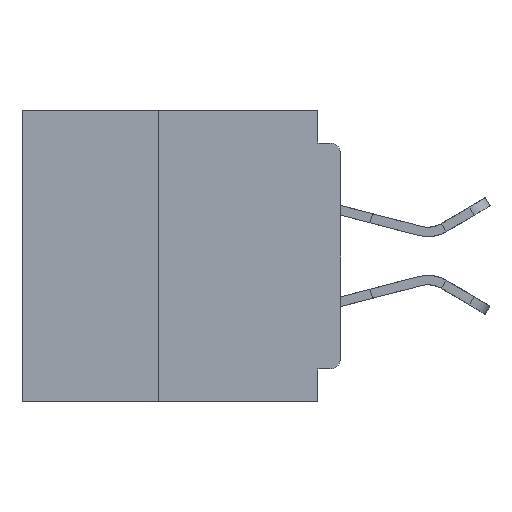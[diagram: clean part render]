
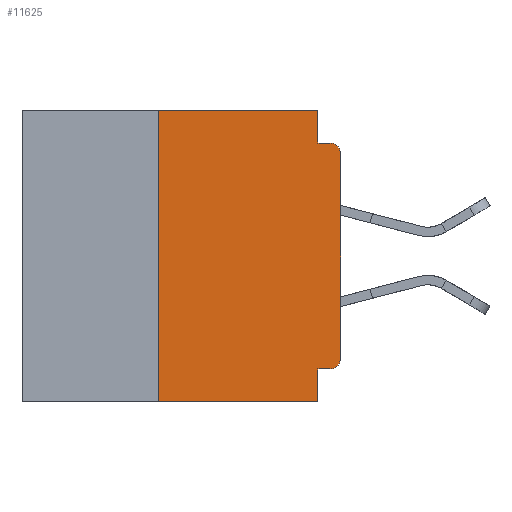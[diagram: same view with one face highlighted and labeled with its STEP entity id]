
A CAD part, left-side view. The second image highlights one B-rep face of the part: STEP entity #11625.
In plain terms, the highlighted planar face has unit normal (-1, 0, 0).
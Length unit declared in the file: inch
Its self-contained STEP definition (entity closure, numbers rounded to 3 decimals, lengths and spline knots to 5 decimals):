
#12 = CARTESIAN_POINT ( 'NONE',  ( 0., 0., -0.045 ) ) ;
#310 = VECTOR ( 'NONE', #8334, 39.37008 ) ;
#616 = DIRECTION ( 'NONE',  ( 0., -1., 0. ) ) ;
#745 = CARTESIAN_POINT ( 'NONE',  ( 0., 0.437, -0.4 ) ) ;
#937 = CARTESIAN_POINT ( 'NONE',  ( 0., 0.031, -0.045 ) ) ;
#1238 = VECTOR ( 'NONE', #46961, 39.37008 ) ;
#1459 = LINE ( 'NONE', #745, #39023 ) ;
#3613 = VERTEX_POINT ( 'NONE', #44026 ) ;
#3879 = CARTESIAN_POINT ( 'NONE',  ( 0., 0.031, -0.355 ) ) ;
#4592 = EDGE_CURVE ( 'NONE', #31502, #47355, #34382, .T. ) ;
#4913 = EDGE_CURVE ( 'NONE', #31184, #18855, #9150, .T. ) ;
#4952 = VERTEX_POINT ( 'NONE', #23640 ) ;
#5456 = VERTEX_POINT ( 'NONE', #16046 ) ;
#5478 = CARTESIAN_POINT ( 'NONE',  ( 0., 0.015, -0.34 ) ) ;
#5825 = CARTESIAN_POINT ( 'NONE',  ( 0., 0.437, 0. ) ) ;
#6412 = LINE ( 'NONE', #21056, #15297 ) ;
#6669 = CARTESIAN_POINT ( 'NONE',  ( 0., 0.031, -0.4 ) ) ;
#8334 = DIRECTION ( 'NONE',  ( 0., 1., 0. ) ) ;
#9150 = LINE ( 'NONE', #34545, #310 ) ;
#9303 = DIRECTION ( 'NONE',  ( 0., 0., -1. ) ) ;
#9991 = ORIENTED_EDGE ( 'NONE', *, *, #4592, .F. ) ;
#11625 = ADVANCED_FACE ( 'NONE', ( #15110 ), #43034, .F. ) ;
#11711 = EDGE_CURVE ( 'NONE', #4952, #31502, #12720, .T. ) ;
#12277 = AXIS2_PLACEMENT_3D ( 'NONE', #5478, #31768, #9303 ) ;
#12436 = LINE ( 'NONE', #28426, #1238 ) ;
#12720 = LINE ( 'NONE', #21477, #22727 ) ;
#13305 = VECTOR ( 'NONE', #616, 39.37008 ) ;
#14469 = EDGE_LOOP ( 'NONE', ( #23609, #43352, #9991, #29121, #31298, #29348, #24863, #42238, #34427, #41037 ) ) ;
#14703 = LINE ( 'NONE', #44568, #23521 ) ;
#15110 = FACE_OUTER_BOUND ( 'NONE', #14469, .T. ) ;
#15297 = VECTOR ( 'NONE', #28579, 39.37008 ) ;
#16046 = CARTESIAN_POINT ( 'NONE',  ( 0., 0., -0.06 ) ) ;
#17219 = DIRECTION ( 'NONE',  ( 0., 0., -1. ) ) ;
#17890 = CARTESIAN_POINT ( 'NONE',  ( 0., 0.015, -0.355 ) ) ;
#18025 = DIRECTION ( 'NONE',  ( 0., 0., -1. ) ) ;
#18121 = EDGE_CURVE ( 'NONE', #3613, #26511, #14703, .T. ) ;
#18211 = DIRECTION ( 'NONE',  ( -1., 0., 0. ) ) ;
#18855 = VERTEX_POINT ( 'NONE', #3879 ) ;
#21056 = CARTESIAN_POINT ( 'NONE',  ( 0., 0.437, 0. ) ) ;
#21477 = CARTESIAN_POINT ( 'NONE',  ( 0., 0.031, 0. ) ) ;
#22224 = VERTEX_POINT ( 'NONE', #27496 ) ;
#22727 = VECTOR ( 'NONE', #43822, 39.37008 ) ;
#22978 = EDGE_CURVE ( 'NONE', #26511, #4952, #6412, .T. ) ;
#23521 = VECTOR ( 'NONE', #33342, 39.37008 ) ;
#23609 = ORIENTED_EDGE ( 'NONE', *, *, #31058, .T. ) ;
#23640 = CARTESIAN_POINT ( 'NONE',  ( 0., 0.031, 0. ) ) ;
#24863 = ORIENTED_EDGE ( 'NONE', *, *, #28900, .T. ) ;
#25143 = CIRCLE ( 'NONE', #41149, 0.015 ) ;
#26511 = VERTEX_POINT ( 'NONE', #38304 ) ;
#27496 = CARTESIAN_POINT ( 'NONE',  ( 0., 0.031, -0.4 ) ) ;
#27501 = LINE ( 'NONE', #6669, #35056 ) ;
#28426 = CARTESIAN_POINT ( 'NONE',  ( 0., 0., 0. ) ) ;
#28579 = DIRECTION ( 'NONE',  ( 0., -1., 0. ) ) ;
#28900 = EDGE_CURVE ( 'NONE', #3613, #22224, #1459, .T. ) ;
#28972 = VERTEX_POINT ( 'NONE', #34854 ) ;
#29121 = ORIENTED_EDGE ( 'NONE', *, *, #11711, .F. ) ;
#29348 = ORIENTED_EDGE ( 'NONE', *, *, #18121, .F. ) ;
#31058 = EDGE_CURVE ( 'NONE', #28972, #5456, #12436, .T. ) ;
#31184 = VERTEX_POINT ( 'NONE', #17890 ) ;
#31298 = ORIENTED_EDGE ( 'NONE', *, *, #22978, .F. ) ;
#31502 = VERTEX_POINT ( 'NONE', #937 ) ;
#31768 = DIRECTION ( 'NONE',  ( -1., 0., 0. ) ) ;
#33342 = DIRECTION ( 'NONE',  ( 0., 0., 1. ) ) ;
#34038 = EDGE_CURVE ( 'NONE', #5456, #47355, #25143, .T. ) ;
#34382 = LINE ( 'NONE', #12, #13305 ) ;
#34427 = ORIENTED_EDGE ( 'NONE', *, *, #4913, .F. ) ;
#34545 = CARTESIAN_POINT ( 'NONE',  ( 0., 0., -0.355 ) ) ;
#34854 = CARTESIAN_POINT ( 'NONE',  ( 0., 0., -0.34 ) ) ;
#35056 = VECTOR ( 'NONE', #18025, 39.37008 ) ;
#36825 = AXIS2_PLACEMENT_3D ( 'NONE', #5825, #39633, #17219 ) ;
#38304 = CARTESIAN_POINT ( 'NONE',  ( 0., 0.25, 0. ) ) ;
#39023 = VECTOR ( 'NONE', #41873, 39.37008 ) ;
#39395 = CARTESIAN_POINT ( 'NONE',  ( 0., 0.015, -0.045 ) ) ;
#39625 = EDGE_CURVE ( 'NONE', #18855, #22224, #27501, .T. ) ;
#39633 = DIRECTION ( 'NONE',  ( 1., 0., 0. ) ) ;
#40614 = CARTESIAN_POINT ( 'NONE',  ( 0., 0.015, -0.06 ) ) ;
#41037 = ORIENTED_EDGE ( 'NONE', *, *, #43455, .T. ) ;
#41149 = AXIS2_PLACEMENT_3D ( 'NONE', #40614, #18211, #44329 ) ;
#41873 = DIRECTION ( 'NONE',  ( 0., -1., 0. ) ) ;
#42238 = ORIENTED_EDGE ( 'NONE', *, *, #39625, .F. ) ;
#43034 = PLANE ( 'NONE',  #36825 ) ;
#43352 = ORIENTED_EDGE ( 'NONE', *, *, #34038, .T. ) ;
#43455 = EDGE_CURVE ( 'NONE', #31184, #28972, #46295, .T. ) ;
#43822 = DIRECTION ( 'NONE',  ( 0., 0., -1. ) ) ;
#44026 = CARTESIAN_POINT ( 'NONE',  ( 0., 0.25, -0.4 ) ) ;
#44329 = DIRECTION ( 'NONE',  ( 0., 0., -1. ) ) ;
#44568 = CARTESIAN_POINT ( 'NONE',  ( 0., 0.25, -0.4 ) ) ;
#46295 = CIRCLE ( 'NONE', #12277, 0.015 ) ;
#46961 = DIRECTION ( 'NONE',  ( 0., 0., 1. ) ) ;
#47355 = VERTEX_POINT ( 'NONE', #39395 ) ;
